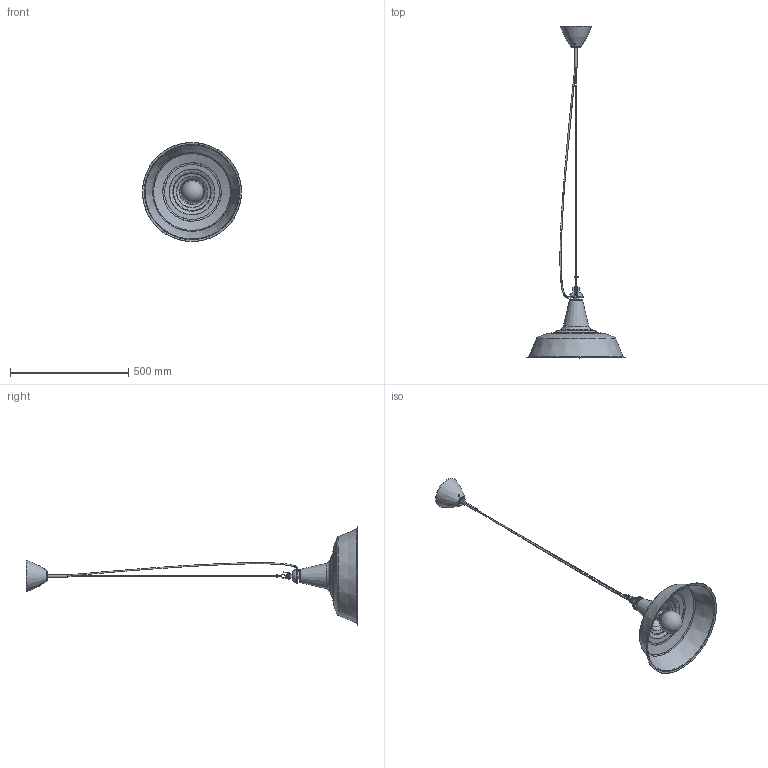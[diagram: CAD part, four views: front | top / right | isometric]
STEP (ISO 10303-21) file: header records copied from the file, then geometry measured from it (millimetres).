
FILE_DESCRIPTION(/* description */ (''),/* implementation_level */ '2;1');
FILE_NAME(/* name */ 'F505985200xxNE.stp',/* time_stamp */ '2020-01-21T09:46:35+01:00',/* author */ ('sghezzi'),/* organization */ (''),/* preprocessor_version */ 'ST-DEVELOPER v17.2',/* originating_system */ 'Autodesk Inventor 2019',/* authorisation */ '');
FILE_SCHEMA (('AUTOMOTIVE_DESIGN { 1 0 10303 214 3 1 1 }'));
Length unit declared in the file: millimetre
Products named in the file (17): Huna_5059_Assieme; Assieme gancio; GANCIO A; GANCIO B; ROTELLA GANCIO; Assieme 2; riflettore nuovo stampo; tige; 070011853_BICCHIERINO_E27; LAMPADINA_E27_150W 2; 007600931_Tubetto fil D13 L100 CR; 030000520_Rosone_sos_F13.2_grezzo; 006600089_Cavo Acc d1.2 con guaina Tr d1.8; 050009007_Cavo 3x0.75 AWG18 Teflon Nr d5.3; 066010000_Bloccacavo ot nk 2 fori + viti 65091020; Parte6; Vite 65091020 x bloccacavo 066010000
Assembly tree (16 placements, depth 3):
  Huna_5059_Assieme
    Assieme gancio
      GANCIO A
      GANCIO B
      ROTELLA GANCIO
    Assieme 2
      tige
      070011853_BICCHIERINO_E27
      LAMPADINA_E27_150W 2
    007600931_Tubetto fil D13 L100 CR
    030000520_Rosone_sos_F13.2_grezzo
    006600089_Cavo Acc d1.2 con guaina Tr d1.8
    050009007_Cavo 3x0.75 AWG18 Teflon Nr d5.3
    066010000_Bloccacavo ot nk 2 fori + viti 65091020
      Parte6
      Vite 65091020 x bloccacavo 066010000  x2
  riflettore nuovo stampo
Bounding box: 419.03 x 1403.33 x 419.03 mm (x, y, z)
Volume: 841391.4 mm3; surface area: 633787.3 mm2
Topology: 15 solids, 15 shells, 186 faces, 514 edges, 365 vertices
Faces by surface type: plane 80, cylinder 57, torus 25, cone 16, bspline 7, sphere 1
Full cylindrical faces by diameter (mm): 1.8 x1, 2.2 x4, 3 x2, 3.242 x1, 4 x7, 5 x2, 5.3 x1, 6 x4, 6.5 x2, 8 x1, 9 x2, 10 x8, 13 x1, 13.2 x1, 16 x1, 17 x1, 17.5 x1, 20 x2, 23 x1, 23.351 x1, 26 x1, 37 x1, 43 x1, 44 x1, 52 x1
Entity records: 8022 total; most frequent: CARTESIAN_POINT 2528, DIRECTION 1160, ORIENTED_EDGE 986, AXIS2_PLACEMENT_3D 511, EDGE_CURVE 493, VERTEX_POINT 352, CIRCLE 302, EDGE_LOOP 231
